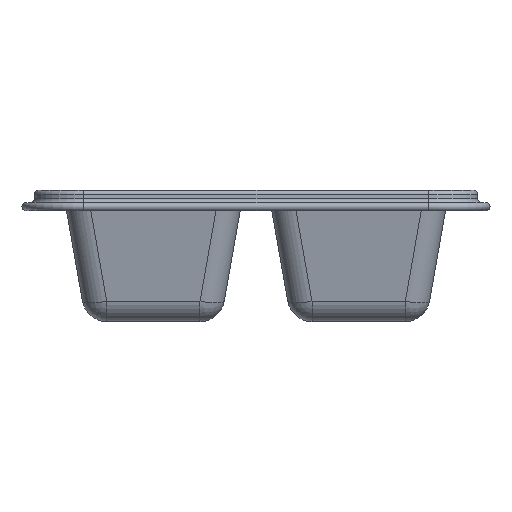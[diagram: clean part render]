
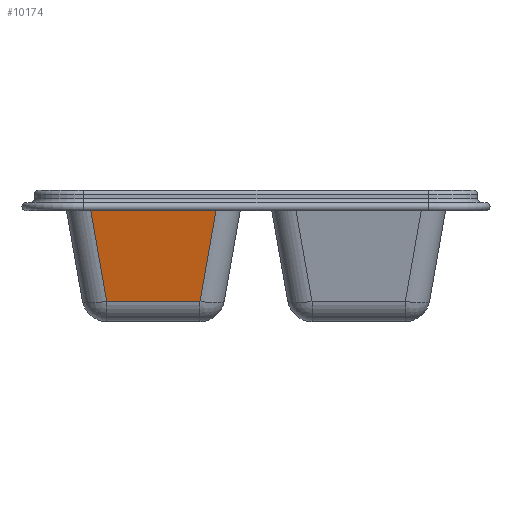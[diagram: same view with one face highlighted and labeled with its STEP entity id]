
A CAD part, left-side view. The second image highlights one B-rep face of the part: STEP entity #10174.
In plain terms, the highlighted planar face has unit normal (-0.985, 0, -0.174).
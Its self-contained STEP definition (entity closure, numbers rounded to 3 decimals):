
#920=FACE_OUTER_BOUND('',#1694,.T.);
#1694=EDGE_LOOP('',(#7323,#7324,#7325,#7326));
#2543=LINE('',#16688,#3263);
#2551=LINE('',#16844,#3271);
#2552=LINE('',#16847,#3272);
#2553=LINE('',#16848,#3273);
#3263=VECTOR('',#12945,10.);
#3271=VECTOR('',#12989,10.);
#3272=VECTOR('',#12992,10.);
#3273=VECTOR('',#12993,10.);
#4727=VERTEX_POINT('',#16684);
#4728=VERTEX_POINT('',#16686);
#4738=VERTEX_POINT('',#16842);
#4739=VERTEX_POINT('',#16846);
#5617=EDGE_CURVE('',#4727,#4728,#2543,.T.);
#5637=EDGE_CURVE('',#4728,#4738,#2551,.T.);
#5638=EDGE_CURVE('',#4738,#4739,#2552,.T.);
#5639=EDGE_CURVE('',#4739,#4727,#2553,.T.);
#7323=ORIENTED_EDGE('',*,*,#5617,.T.);
#7324=ORIENTED_EDGE('',*,*,#5637,.T.);
#7325=ORIENTED_EDGE('',*,*,#5638,.T.);
#7326=ORIENTED_EDGE('',*,*,#5639,.T.);
#9980=PLANE('',#11111);
#10174=ADVANCED_FACE('',(#920),#9980,.T.);
#11111=AXIS2_PLACEMENT_3D('',#16845,#12990,#12991);
#12945=DIRECTION('',(0.,1.,0.));
#12989=DIRECTION('',(0.171,-0.171,-0.97));
#12990=DIRECTION('center_axis',(-0.985,0.,-0.174));
#12991=DIRECTION('ref_axis',(0.,1.,0.));
#12992=DIRECTION('',(0.,-1.,0.));
#12993=DIRECTION('',(-0.171,-0.171,0.97));
#16684=CARTESIAN_POINT('',(5.613,61.522,46.347));
#16686=CARTESIAN_POINT('',(5.613,92.478,46.347));
#16688=CARTESIAN_POINT('',(5.613,74.5,46.347));
#16842=CARTESIAN_POINT('',(9.737,88.354,22.958));
#16844=CARTESIAN_POINT('',(5.354,92.737,47.817));
#16845=CARTESIAN_POINT('Origin',(5.03,97.,49.653));
#16846=CARTESIAN_POINT('',(9.737,65.646,22.958));
#16847=CARTESIAN_POINT('',(9.737,87.,22.958));
#16848=CARTESIAN_POINT('',(5.501,61.409,46.987));
